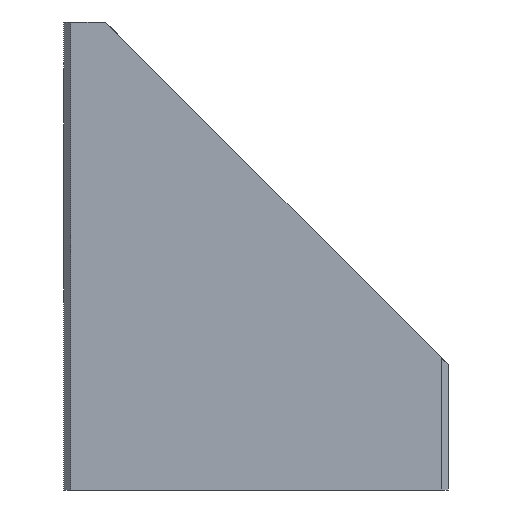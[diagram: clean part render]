
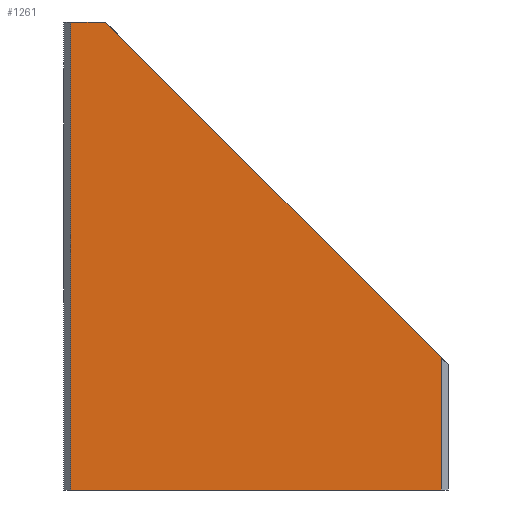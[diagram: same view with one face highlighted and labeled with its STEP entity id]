
A CAD part, front view. The second image highlights one B-rep face of the part: STEP entity #1261.
In plain terms, the highlighted planar face has unit normal (0, -1, 0).
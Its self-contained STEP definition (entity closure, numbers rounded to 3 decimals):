
#43 = PLANE('',#44);
#44 = AXIS2_PLACEMENT_3D('',#45,#46,#47);
#45 = CARTESIAN_POINT('',(-33.95,27.15,63.));
#46 = DIRECTION('',(0.,0.,-1.));
#47 = DIRECTION('',(-1.,0.,0.));
#124 = VERTEX_POINT('',#125);
#125 = CARTESIAN_POINT('',(-27.95,-27.15,63.));
#139 = PLANE('',#140);
#140 = AXIS2_PLACEMENT_3D('',#141,#142,#143);
#141 = CARTESIAN_POINT('',(-3.4,-26.15,38.45));
#142 = DIRECTION('',(0.707,0.,0.707));
#143 = DIRECTION('',(0.,-1.,0.));
#151 = EDGE_CURVE('',#152,#124,#154,.T.);
#152 = VERTEX_POINT('',#153);
#153 = CARTESIAN_POINT('',(-32.95,-27.15,63.));
#154 = SURFACE_CURVE('',#155,(#159,#166),.PCURVE_S1.);
#155 = LINE('',#156,#157);
#156 = CARTESIAN_POINT('',(-33.95,-27.15,63.));
#157 = VECTOR('',#158,1.);
#158 = DIRECTION('',(1.,0.,0.));
#159 = PCURVE('',#43,#160);
#160 = DEFINITIONAL_REPRESENTATION('',(#161),#165);
#161 = LINE('',#162,#163);
#162 = CARTESIAN_POINT('',(0.,-54.3));
#163 = VECTOR('',#164,1.);
#164 = DIRECTION('',(-1.,0.));
#165 = ( GEOMETRIC_REPRESENTATION_CONTEXT(2) 
PARAMETRIC_REPRESENTATION_CONTEXT() REPRESENTATION_CONTEXT('2D SPACE',''
  ) );
#166 = PCURVE('',#167,#172);
#167 = PLANE('',#168);
#168 = AXIS2_PLACEMENT_3D('',#169,#170,#171);
#169 = CARTESIAN_POINT('',(-33.95,-27.15,-4.));
#170 = DIRECTION('',(0.,1.,0.));
#171 = DIRECTION('',(1.,0.,0.));
#172 = DEFINITIONAL_REPRESENTATION('',(#173),#177);
#173 = LINE('',#174,#175);
#174 = CARTESIAN_POINT('',(0.,-67.));
#175 = VECTOR('',#176,1.);
#176 = DIRECTION('',(1.,0.));
#177 = ( GEOMETRIC_REPRESENTATION_CONTEXT(2) 
PARAMETRIC_REPRESENTATION_CONTEXT() REPRESENTATION_CONTEXT('2D SPACE',''
  ) );
#195 = PLANE('',#196);
#196 = AXIS2_PLACEMENT_3D('',#197,#198,#199);
#197 = CARTESIAN_POINT('',(-33.45,-26.65,-4.));
#198 = DIRECTION('',(-0.707,-0.707,0.));
#199 = DIRECTION('',(0.,0.,-1.));
#353 = PLANE('',#354);
#354 = AXIS2_PLACEMENT_3D('',#355,#356,#357);
#355 = CARTESIAN_POINT('',(-33.95,27.15,-4.));
#356 = DIRECTION('',(0.,0.,-1.));
#357 = DIRECTION('',(-1.,0.,0.));
#1093 = EDGE_CURVE('',#124,#1094,#1096,.T.);
#1094 = VERTEX_POINT('',#1095);
#1095 = CARTESIAN_POINT('',(20.15,-27.15,14.9));
#1096 = SURFACE_CURVE('',#1097,(#1101,#1108),.PCURVE_S1.);
#1097 = LINE('',#1098,#1099);
#1098 = CARTESIAN_POINT('',(-0.425,-27.15,35.475));
#1099 = VECTOR('',#1100,1.);
#1100 = DIRECTION('',(0.707,0.,-0.707));
#1101 = PCURVE('',#139,#1102);
#1102 = DEFINITIONAL_REPRESENTATION('',(#1103),#1107);
#1103 = LINE('',#1104,#1105);
#1104 = CARTESIAN_POINT('',(1.,4.207));
#1105 = VECTOR('',#1106,1.);
#1106 = DIRECTION('',(0.,1.));
#1107 = ( GEOMETRIC_REPRESENTATION_CONTEXT(2) 
PARAMETRIC_REPRESENTATION_CONTEXT() REPRESENTATION_CONTEXT('2D SPACE',''
  ) );
#1108 = PCURVE('',#167,#1109);
#1109 = DEFINITIONAL_REPRESENTATION('',(#1110),#1114);
#1110 = LINE('',#1111,#1112);
#1111 = CARTESIAN_POINT('',(33.525,-39.475));
#1112 = VECTOR('',#1113,1.);
#1113 = DIRECTION('',(0.707,0.707));
#1114 = ( GEOMETRIC_REPRESENTATION_CONTEXT(2) 
PARAMETRIC_REPRESENTATION_CONTEXT() REPRESENTATION_CONTEXT('2D SPACE',''
  ) );
#1201 = PLANE('',#1202);
#1202 = AXIS2_PLACEMENT_3D('',#1203,#1204,#1205);
#1203 = CARTESIAN_POINT('',(20.65,-26.65,-4.));
#1204 = DIRECTION('',(0.707,-0.707,0.));
#1205 = DIRECTION('',(0.,0.,-1.));
#1217 = VERTEX_POINT('',#1218);
#1218 = CARTESIAN_POINT('',(-32.95,-27.15,-4.));
#1241 = EDGE_CURVE('',#1217,#152,#1242,.T.);
#1242 = SURFACE_CURVE('',#1243,(#1247,#1254),.PCURVE_S1.);
#1243 = LINE('',#1244,#1245);
#1244 = CARTESIAN_POINT('',(-32.95,-27.15,-4.));
#1245 = VECTOR('',#1246,1.);
#1246 = DIRECTION('',(0.,0.,1.));
#1247 = PCURVE('',#195,#1248);
#1248 = DEFINITIONAL_REPRESENTATION('',(#1249),#1253);
#1249 = LINE('',#1250,#1251);
#1250 = CARTESIAN_POINT('',(0.,0.707));
#1251 = VECTOR('',#1252,1.);
#1252 = DIRECTION('',(-1.,0.));
#1253 = ( GEOMETRIC_REPRESENTATION_CONTEXT(2) 
PARAMETRIC_REPRESENTATION_CONTEXT() REPRESENTATION_CONTEXT('2D SPACE',''
  ) );
#1254 = PCURVE('',#167,#1255);
#1255 = DEFINITIONAL_REPRESENTATION('',(#1256),#1260);
#1256 = LINE('',#1257,#1258);
#1257 = CARTESIAN_POINT('',(1.,0.));
#1258 = VECTOR('',#1259,1.);
#1259 = DIRECTION('',(0.,-1.));
#1260 = ( GEOMETRIC_REPRESENTATION_CONTEXT(2) 
PARAMETRIC_REPRESENTATION_CONTEXT() REPRESENTATION_CONTEXT('2D SPACE',''
  ) );
#1261 = ADVANCED_FACE('',(#1262),#167,.F.);
#1262 = FACE_BOUND('',#1263,.F.);
#1263 = EDGE_LOOP('',(#1264,#1287,#1308,#1309,#1310));
#1264 = ORIENTED_EDGE('',*,*,#1265,.F.);
#1265 = EDGE_CURVE('',#1266,#1094,#1268,.T.);
#1266 = VERTEX_POINT('',#1267);
#1267 = CARTESIAN_POINT('',(20.15,-27.15,-4.));
#1268 = SURFACE_CURVE('',#1269,(#1273,#1280),.PCURVE_S1.);
#1269 = LINE('',#1270,#1271);
#1270 = CARTESIAN_POINT('',(20.15,-27.15,-4.));
#1271 = VECTOR('',#1272,1.);
#1272 = DIRECTION('',(0.,0.,1.));
#1273 = PCURVE('',#167,#1274);
#1274 = DEFINITIONAL_REPRESENTATION('',(#1275),#1279);
#1275 = LINE('',#1276,#1277);
#1276 = CARTESIAN_POINT('',(54.1,0.));
#1277 = VECTOR('',#1278,1.);
#1278 = DIRECTION('',(0.,-1.));
#1279 = ( GEOMETRIC_REPRESENTATION_CONTEXT(2) 
PARAMETRIC_REPRESENTATION_CONTEXT() REPRESENTATION_CONTEXT('2D SPACE',''
  ) );
#1280 = PCURVE('',#1201,#1281);
#1281 = DEFINITIONAL_REPRESENTATION('',(#1282),#1286);
#1282 = LINE('',#1283,#1284);
#1283 = CARTESIAN_POINT('',(0.,-0.707));
#1284 = VECTOR('',#1285,1.);
#1285 = DIRECTION('',(-1.,0.));
#1286 = ( GEOMETRIC_REPRESENTATION_CONTEXT(2) 
PARAMETRIC_REPRESENTATION_CONTEXT() REPRESENTATION_CONTEXT('2D SPACE',''
  ) );
#1287 = ORIENTED_EDGE('',*,*,#1288,.F.);
#1288 = EDGE_CURVE('',#1217,#1266,#1289,.T.);
#1289 = SURFACE_CURVE('',#1290,(#1294,#1301),.PCURVE_S1.);
#1290 = LINE('',#1291,#1292);
#1291 = CARTESIAN_POINT('',(-33.95,-27.15,-4.));
#1292 = VECTOR('',#1293,1.);
#1293 = DIRECTION('',(1.,0.,0.));
#1294 = PCURVE('',#167,#1295);
#1295 = DEFINITIONAL_REPRESENTATION('',(#1296),#1300);
#1296 = LINE('',#1297,#1298);
#1297 = CARTESIAN_POINT('',(0.,0.));
#1298 = VECTOR('',#1299,1.);
#1299 = DIRECTION('',(1.,0.));
#1300 = ( GEOMETRIC_REPRESENTATION_CONTEXT(2) 
PARAMETRIC_REPRESENTATION_CONTEXT() REPRESENTATION_CONTEXT('2D SPACE',''
  ) );
#1301 = PCURVE('',#353,#1302);
#1302 = DEFINITIONAL_REPRESENTATION('',(#1303),#1307);
#1303 = LINE('',#1304,#1305);
#1304 = CARTESIAN_POINT('',(0.,-54.3));
#1305 = VECTOR('',#1306,1.);
#1306 = DIRECTION('',(-1.,0.));
#1307 = ( GEOMETRIC_REPRESENTATION_CONTEXT(2) 
PARAMETRIC_REPRESENTATION_CONTEXT() REPRESENTATION_CONTEXT('2D SPACE',''
  ) );
#1308 = ORIENTED_EDGE('',*,*,#1241,.T.);
#1309 = ORIENTED_EDGE('',*,*,#151,.T.);
#1310 = ORIENTED_EDGE('',*,*,#1093,.T.);
